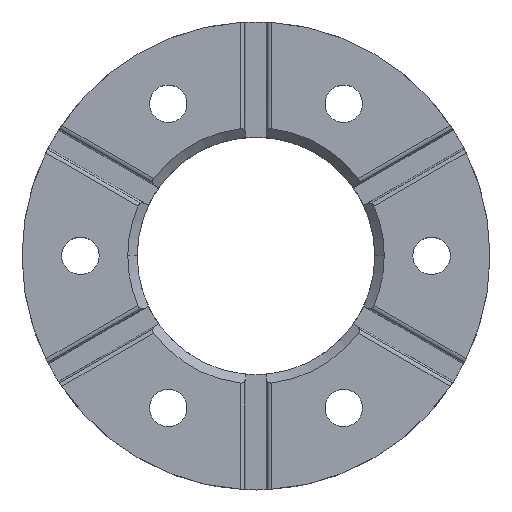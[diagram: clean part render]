
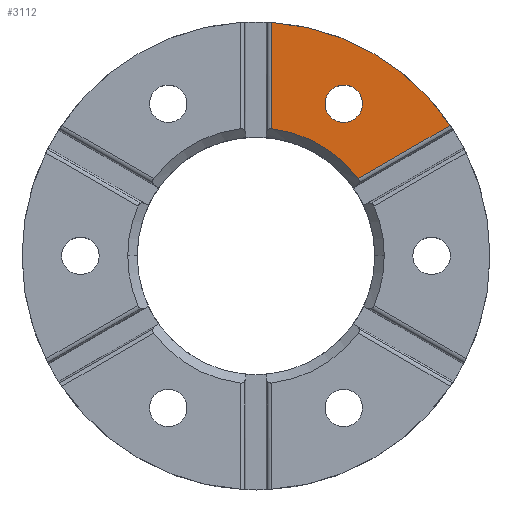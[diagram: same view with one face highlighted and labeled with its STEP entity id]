
A CAD part, top view. The second image highlights one B-rep face of the part: STEP entity #3112.
In plain terms, the highlighted planar face has unit normal (0, 0, 1).
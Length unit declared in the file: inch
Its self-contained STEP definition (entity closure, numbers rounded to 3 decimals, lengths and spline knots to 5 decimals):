
#474=CARTESIAN_POINT('',(0.419,0.72573,0.52));
#475=VERTEX_POINT('',#474);
#491=CARTESIAN_POINT('',(0.519,0.89893,0.52));
#492=VERTEX_POINT('',#491);
#499=CARTESIAN_POINT('',(0.469,0.81233,0.52));
#500=DIRECTION('',(0.0,0.0,-1.0));
#501=DIRECTION('',(-0.5,-0.866,0.0));
#502=AXIS2_PLACEMENT_3D('',#499,#500,#501);
#503=CIRCLE('',#502,0.1);
#504=EDGE_CURVE('',#475,#492,#503,.T.);
#3033=CARTESIAN_POINT('',(0.085,0.67971,0.52));
#3034=VERTEX_POINT('',#3033);
#3050=CARTESIAN_POINT('',(0.085,1.24711,0.52));
#3051=VERTEX_POINT('',#3050);
#3052=CARTESIAN_POINT('',(0.085,0.67971,0.52));
#3053=DIRECTION('',(0.0,1.0,0.0));
#3054=VECTOR('',#3053,0.5674);
#3055=LINE('',#3052,#3054);
#3056=EDGE_CURVE('',#3034,#3051,#3055,.T.);
#3070=CARTESIAN_POINT('',(0.11364,0.,0.52));
#3071=DIRECTION('',(0.0,0.0,1.0));
#3072=DIRECTION('',(1.0,0.0,0.0));
#3073=AXIS2_PLACEMENT_3D('',#3070,#3071,#3072);
#3074=PLANE('',#3073);
#3075=ORIENTED_EDGE('',*,*,#3056,.F.);
#3076=CARTESIAN_POINT('',(0.54614,0.41347,0.52));
#3077=VERTEX_POINT('',#3076);
#3078=CARTESIAN_POINT('',(0.0,0.0,0.52));
#3079=DIRECTION('',(0.0,0.0,1.0));
#3080=DIRECTION('',(1.0,0.0,0.0));
#3081=AXIS2_PLACEMENT_3D('',#3078,#3079,#3080);
#3082=CIRCLE('',#3081,0.685);
#3083=EDGE_CURVE('',#3077,#3034,#3082,.T.);
#3084=ORIENTED_EDGE('',*,*,#3083,.F.);
#3085=CARTESIAN_POINT('',(1.03753,0.69717,0.52));
#3086=VERTEX_POINT('',#3085);
#3087=CARTESIAN_POINT('',(1.03753,0.69717,0.52));
#3088=DIRECTION('',(-0.866,-0.5,0.0));
#3089=VECTOR('',#3088,0.5674);
#3090=LINE('',#3087,#3089);
#3091=EDGE_CURVE('',#3086,#3077,#3090,.T.);
#3092=ORIENTED_EDGE('',*,*,#3091,.F.);
#3093=CARTESIAN_POINT('',(0.0,0.0,0.52));
#3094=DIRECTION('',(0.0,0.0,-1.0));
#3095=DIRECTION('',(-1.0,0.0,0.0));
#3096=AXIS2_PLACEMENT_3D('',#3093,#3094,#3095);
#3097=CIRCLE('',#3096,1.25);
#3098=EDGE_CURVE('',#3051,#3086,#3097,.T.);
#3099=ORIENTED_EDGE('',*,*,#3098,.F.);
#3100=EDGE_LOOP('',(#3075,#3084,#3092,#3099));
#3101=FACE_OUTER_BOUND('',#3100,.T.);
#3102=ORIENTED_EDGE('',*,*,#504,.T.);
#3103=CARTESIAN_POINT('',(0.469,0.81233,0.52));
#3104=DIRECTION('',(0.0,0.0,-1.0));
#3105=DIRECTION('',(-0.5,-0.866,0.0));
#3106=AXIS2_PLACEMENT_3D('',#3103,#3104,#3105);
#3107=CIRCLE('',#3106,0.1);
#3108=EDGE_CURVE('',#492,#475,#3107,.T.);
#3109=ORIENTED_EDGE('',*,*,#3108,.T.);
#3110=EDGE_LOOP('',(#3102,#3109));
#3111=FACE_BOUND('',#3110,.T.);
#3112=ADVANCED_FACE('',(#3101,#3111),#3074,.T.);
